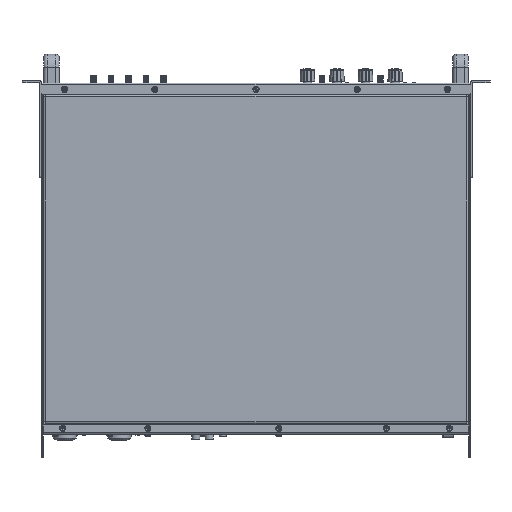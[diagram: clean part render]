
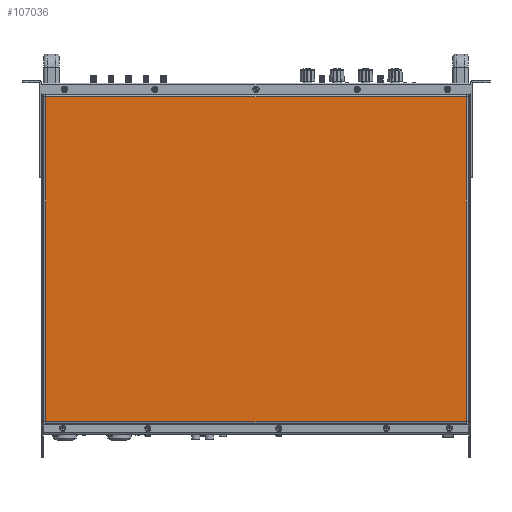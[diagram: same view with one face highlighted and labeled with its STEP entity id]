
A CAD part, front view. The second image highlights one B-rep face of the part: STEP entity #107036.
In plain terms, the highlighted planar face has unit normal (0, -1, 0).
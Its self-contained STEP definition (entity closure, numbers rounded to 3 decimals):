
#21283 = ORIENTED_EDGE ( 'NONE', *, *, #260494, .F. ) ;
#27325 = VERTEX_POINT ( 'NONE', #107790 ) ;
#28386 = DIRECTION ( 'NONE',  ( 0., 0., -1. ) ) ;
#29807 = EDGE_LOOP ( 'NONE', ( #245587, #21283, #104440, #172183 ) ) ;
#56905 = VERTEX_POINT ( 'NONE', #129491 ) ;
#60840 = LINE ( 'NONE', #302194, #167941 ) ;
#80009 = VERTEX_POINT ( 'NONE', #121211 ) ;
#81399 = AXIS2_PLACEMENT_3D ( 'NONE', #117788, #165801, #260176 ) ;
#87993 = DIRECTION ( 'NONE',  ( 1., 0., 0. ) ) ;
#104440 = ORIENTED_EDGE ( 'NONE', *, *, #270443, .F. ) ;
#107036 = ADVANCED_FACE ( 'NONE', ( #191385 ), #164237, .T. ) ;
#107790 = CARTESIAN_POINT ( 'NONE',  ( -217., -21.85, -348. ) ) ;
#117588 = LINE ( 'NONE', #215181, #216248 ) ;
#117788 = CARTESIAN_POINT ( 'NONE',  ( -187.638, -21.85, -68.864 ) ) ;
#121211 = CARTESIAN_POINT ( 'NONE',  ( -217., -21.85, -13. ) ) ;
#129491 = CARTESIAN_POINT ( 'NONE',  ( 217., -21.85, -13. ) ) ;
#164237 = PLANE ( 'NONE',  #81399 ) ;
#165801 = DIRECTION ( 'NONE',  ( 0., -1., 0. ) ) ;
#167941 = VECTOR ( 'NONE', #87993, 1000. ) ;
#172183 = ORIENTED_EDGE ( 'NONE', *, *, #215176, .F. ) ;
#186331 = CARTESIAN_POINT ( 'NONE',  ( 217., -21.85, -348. ) ) ;
#191385 = FACE_OUTER_BOUND ( 'NONE', #29807, .T. ) ;
#207032 = DIRECTION ( 'NONE',  ( -1., 0., 0. ) ) ;
#215176 = EDGE_CURVE ( 'NONE', #277581, #27325, #277320, .T. ) ;
#215181 = CARTESIAN_POINT ( 'NONE',  ( -217., -21.85, -13. ) ) ;
#216248 = VECTOR ( 'NONE', #312600, 1000. ) ;
#221966 = LINE ( 'NONE', #247436, #293947 ) ;
#224771 = EDGE_CURVE ( 'NONE', #56905, #277581, #221966, .T. ) ;
#245587 = ORIENTED_EDGE ( 'NONE', *, *, #224771, .F. ) ;
#247436 = CARTESIAN_POINT ( 'NONE',  ( 217., -21.85, -13. ) ) ;
#256556 = CARTESIAN_POINT ( 'NONE',  ( -217., -21.85, -348. ) ) ;
#260176 = DIRECTION ( 'NONE',  ( -0.538, 0., 0.843 ) ) ;
#260494 = EDGE_CURVE ( 'NONE', #80009, #56905, #60840, .T. ) ;
#270139 = VECTOR ( 'NONE', #207032, 1000. ) ;
#270443 = EDGE_CURVE ( 'NONE', #27325, #80009, #117588, .T. ) ;
#277320 = LINE ( 'NONE', #256556, #270139 ) ;
#277581 = VERTEX_POINT ( 'NONE', #186331 ) ;
#293947 = VECTOR ( 'NONE', #28386, 1000. ) ;
#302194 = CARTESIAN_POINT ( 'NONE',  ( -217., -21.85, -13. ) ) ;
#312600 = DIRECTION ( 'NONE',  ( 0., 0., 1. ) ) ;
